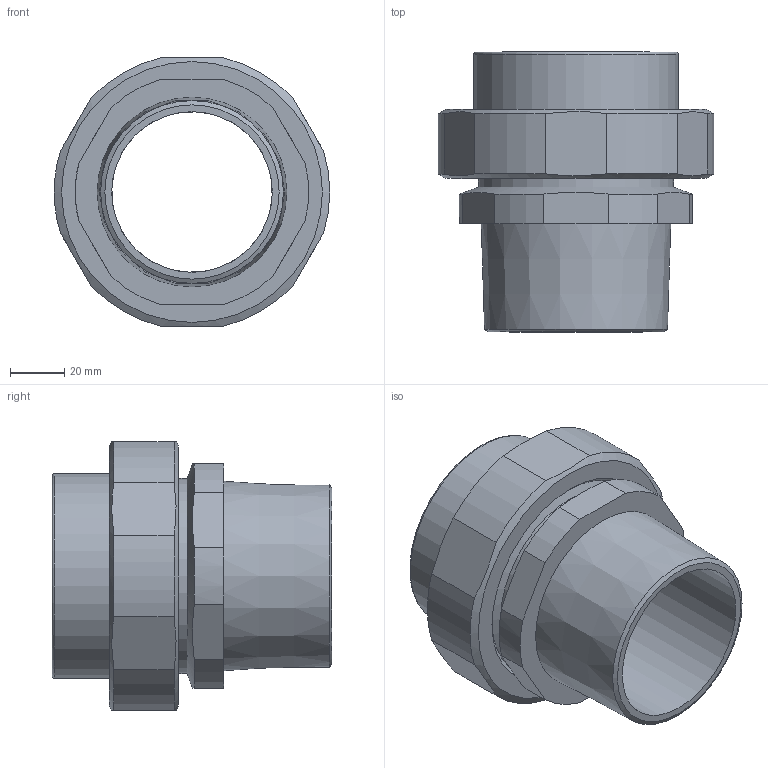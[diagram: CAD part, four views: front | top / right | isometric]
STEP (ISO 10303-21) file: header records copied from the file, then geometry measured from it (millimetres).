
FILE_DESCRIPTION(/* description */ (''),/* implementation_level */ '2;1');
FILE_NAME(/* name */ 'KIL_UNY250.stp',/* time_stamp */ '2021-04-06T12:09:21-05:00',/* author */ ('nsantoro'),/* organization */ (''),/* preprocessor_version */ 'ST-DEVELOPER v18',/* originating_system */ 'Autodesk Inventor 2020',/* authorisation */ '');
FILE_SCHEMA (('AUTOMOTIVE_DESIGN { 1 0 10303 214 3 1 1 }'));
Length unit declared in the file: inch
Products named in the file (1): UNY250_Shrinkwrap_1
Bounding box: 101.6 x 103.12 x 99.06 mm (x, y, z)
Volume: 222503.4 mm3; surface area: 74247.4 mm2
Topology: 3 solids, 3 shells, 55 faces, 157 edges, 110 vertices
Faces by surface type: cylinder 21, plane 20, cone 13, torus 1
Full cylindrical faces by diameter (mm): 59.182 x2, 67.627 x1, 71.882 x1, 75.438 x1, 76.2 x1, 77.978 x1, 78.74 x1, 79.502 x1
Entity records: 1956 total; most frequent: CARTESIAN_POINT 359, DIRECTION 338, ORIENTED_EDGE 314, EDGE_CURVE 157, AXIS2_PLACEMENT_3D 143, VERTEX_POINT 110, CIRCLE 87, EDGE_LOOP 63
